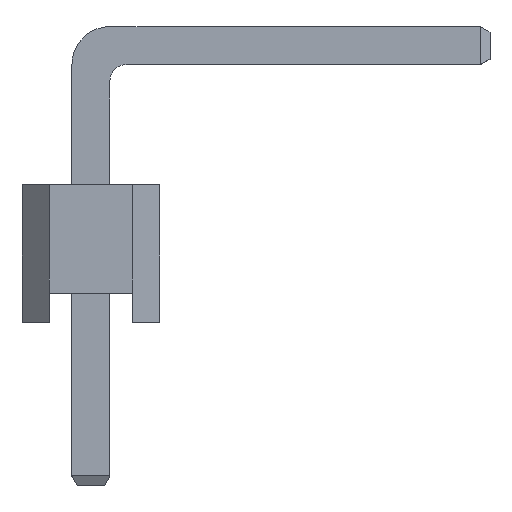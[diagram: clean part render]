
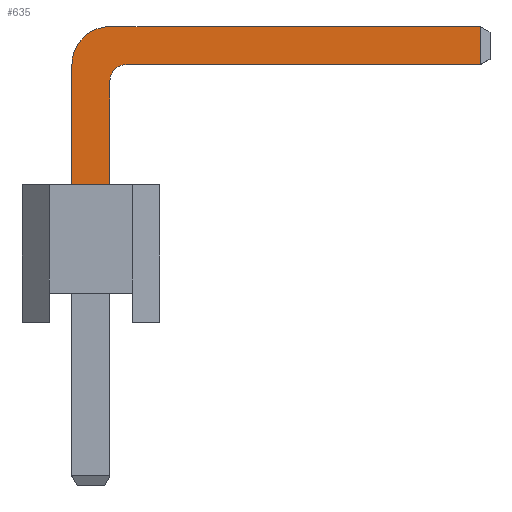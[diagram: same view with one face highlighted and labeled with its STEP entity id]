
A CAD part, top view. The second image highlights one B-rep face of the part: STEP entity #635.
In plain terms, the highlighted planar face has unit normal (0, 0, 1).
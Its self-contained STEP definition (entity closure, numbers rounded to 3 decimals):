
#18=CIRCLE('',#697,0.3);
#19=CIRCLE('',#698,0.7);
#26=FACE_OUTER_BOUND('',#63,.T.);
#63=EDGE_LOOP('',(#416,#417,#418,#419,#420,#421,#422,#423));
#107=LINE('',#918,#187);
#114=LINE('',#937,#194);
#116=LINE('',#940,#196);
#117=LINE('',#944,#197);
#118=LINE('',#946,#198);
#119=LINE('',#948,#199);
#187=VECTOR('',#747,1.91);
#194=VECTOR('',#762,2.21);
#196=VECTOR('',#766,0.7);
#197=VECTOR('',#769,6.527);
#198=VECTOR('',#770,0.7);
#199=VECTOR('',#771,6.827);
#264=VERTEX_POINT('',#911);
#267=VERTEX_POINT('',#916);
#274=VERTEX_POINT('',#934);
#275=VERTEX_POINT('',#936);
#276=VERTEX_POINT('',#941);
#277=VERTEX_POINT('',#943);
#278=VERTEX_POINT('',#945);
#279=VERTEX_POINT('',#947);
#319=EDGE_CURVE('',#267,#264,#107,.T.);
#328=EDGE_CURVE('',#275,#274,#114,.T.);
#330=EDGE_CURVE('',#274,#264,#116,.T.);
#331=EDGE_CURVE('',#267,#276,#18,.T.);
#332=EDGE_CURVE('',#277,#276,#117,.T.);
#333=EDGE_CURVE('',#277,#278,#118,.T.);
#334=EDGE_CURVE('',#279,#278,#119,.T.);
#335=EDGE_CURVE('',#279,#275,#19,.F.);
#416=ORIENTED_EDGE('',*,*,#330,.T.);
#417=ORIENTED_EDGE('',*,*,#319,.F.);
#418=ORIENTED_EDGE('',*,*,#331,.T.);
#419=ORIENTED_EDGE('',*,*,#332,.F.);
#420=ORIENTED_EDGE('',*,*,#333,.T.);
#421=ORIENTED_EDGE('',*,*,#334,.F.);
#422=ORIENTED_EDGE('',*,*,#335,.T.);
#423=ORIENTED_EDGE('',*,*,#328,.T.);
#564=PLANE('',#696);
#635=ADVANCED_FACE('',(#26),#564,.F.);
#696=AXIS2_PLACEMENT_3D('',#939,#764,#765);
#697=AXIS2_PLACEMENT_3D('',#942,#767,#768);
#698=AXIS2_PLACEMENT_3D('',#949,#772,#773);
#747=DIRECTION('',(0.,-1.,0.));
#762=DIRECTION('',(0.,-1.,0.));
#764=DIRECTION('center_axis',(0.,0.,-1.));
#765=DIRECTION('ref_axis',(-1.,0.,0.));
#766=DIRECTION('',(1.,0.,0.));
#767=DIRECTION('center_axis',(0.,0.,-1.));
#768=DIRECTION('ref_axis',(-1.,0.,0.));
#769=DIRECTION('',(-1.,0.,0.));
#770=DIRECTION('',(0.,1.,0.));
#771=DIRECTION('',(1.,0.,0.));
#772=DIRECTION('center_axis',(0.,0.,-1.));
#773=DIRECTION('ref_axis',(-1.,0.,0.));
#911=CARTESIAN_POINT('',(0.35,2.54,0.35));
#916=CARTESIAN_POINT('',(0.35,4.45,0.35));
#918=CARTESIAN_POINT('',(0.35,4.45,0.35));
#934=CARTESIAN_POINT('',(-0.35,2.54,0.35));
#936=CARTESIAN_POINT('',(-0.35,4.75,0.35));
#937=CARTESIAN_POINT('',(-0.35,4.75,0.35));
#939=CARTESIAN_POINT('Origin',(0.35,5.45,0.35));
#940=CARTESIAN_POINT('',(-0.35,2.54,0.35));
#941=CARTESIAN_POINT('',(0.65,4.75,0.35));
#942=CARTESIAN_POINT('Origin',(0.65,4.45,0.35));
#943=CARTESIAN_POINT('',(7.177,4.75,0.35));
#944=CARTESIAN_POINT('',(7.177,4.75,0.35));
#945=CARTESIAN_POINT('',(7.177,5.45,0.35));
#946=CARTESIAN_POINT('',(7.177,4.75,0.35));
#947=CARTESIAN_POINT('',(0.35,5.45,0.35));
#948=CARTESIAN_POINT('',(0.35,5.45,0.35));
#949=CARTESIAN_POINT('Origin',(0.35,4.75,0.35));
